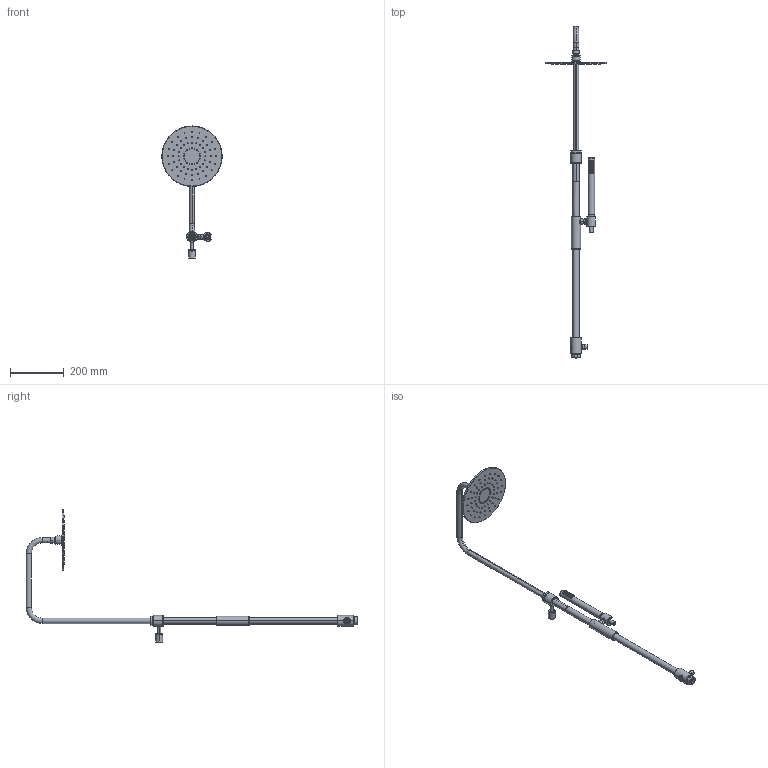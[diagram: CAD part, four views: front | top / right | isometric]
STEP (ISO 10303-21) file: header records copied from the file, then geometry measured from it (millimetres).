
FILE_DESCRIPTION((''),'2;1');
FILE_NAME('ZCOL622CR','2021-05-04T17:21:38',('ut3'),('PAFFONI SpA'),'CREO PARAMETRIC BY PTC INC, 2020044','CREO PARAMETRIC BY PTC INC, 2020044','');
FILE_SCHEMA(('CONFIG_CONTROL_DESIGN','SHAPE_APPEARANCE_LAYERS_GROUPS'));
Products named in the file (1): ZCOL622CR
Bounding box: 225 x 1235 x 491.3 mm (x, y, z)
Volume: 650951.6 mm3; surface area: 422985.3 mm2
Topology: 31 solids, 31 shells, 1521 faces, 3396 edges, 2196 vertices
Faces by surface type: plane 554, cylinder 509, cone 366, torus 66, bspline 16, sphere 10
Entity records: 72427 total; most frequent: CARTESIAN_POINT 26842, DIRECTION 7630, ORIENTED_EDGE 6772, EDGE_CURVE 3386, AXIS2_PLACEMENT_3D 3196, VERTEX_POINT 2196, EDGE_LOOP 1928, CIRCLE 1691
